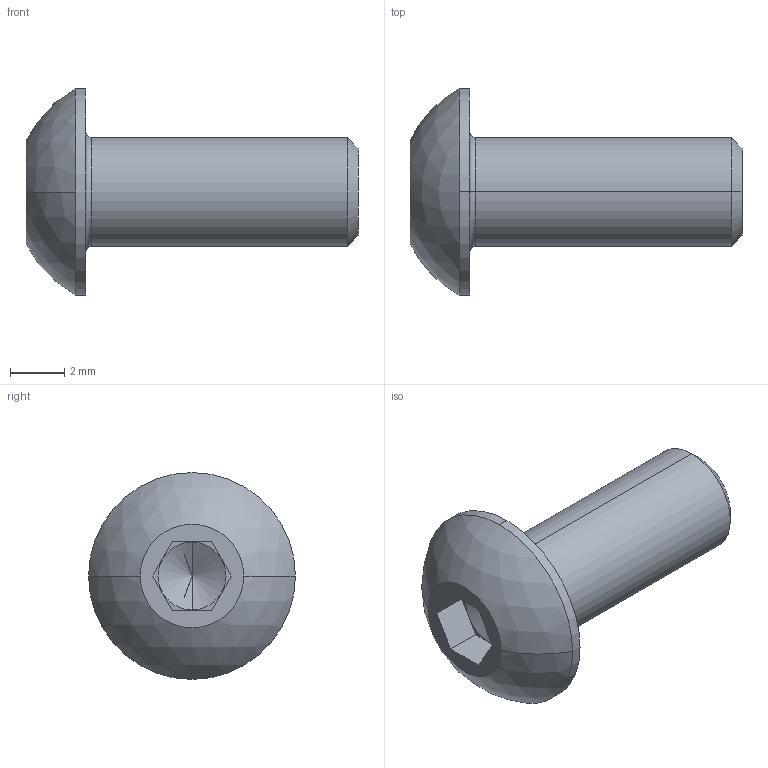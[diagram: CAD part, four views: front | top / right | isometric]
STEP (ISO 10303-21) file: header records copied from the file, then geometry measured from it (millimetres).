
FILE_DESCRIPTION (( 'STEP AP203' ), '1' );
FILE_NAME ('1217-A.STEP', '2016-10-05T14:30:39', ( '' ), ( '' ), 'SwSTEP 2.0', 'SolidWorks 2015', '' );
FILE_SCHEMA (( 'CONFIG_CONTROL_DESIGN' ));
Length unit declared in the file: millimetre
Products named in the file (1): 1217-A
Bounding box: 12.2 x 7.6 x 7.6 mm (x, y, z)
Volume: 188.7 mm3; surface area: 248.8 mm2
Topology: 1 solids, 1 shells, 27 faces, 60 edges, 35 vertices
Faces by surface type: plane 15, cone 4, cylinder 4, torus 2, sphere 2
Entity records: 807 total; most frequent: DIRECTION 140, CARTESIAN_POINT 121, ORIENTED_EDGE 116, EDGE_CURVE 58, AXIS2_PLACEMENT_3D 54, VERTEX_POINT 35, VECTOR 32, LINE 32
